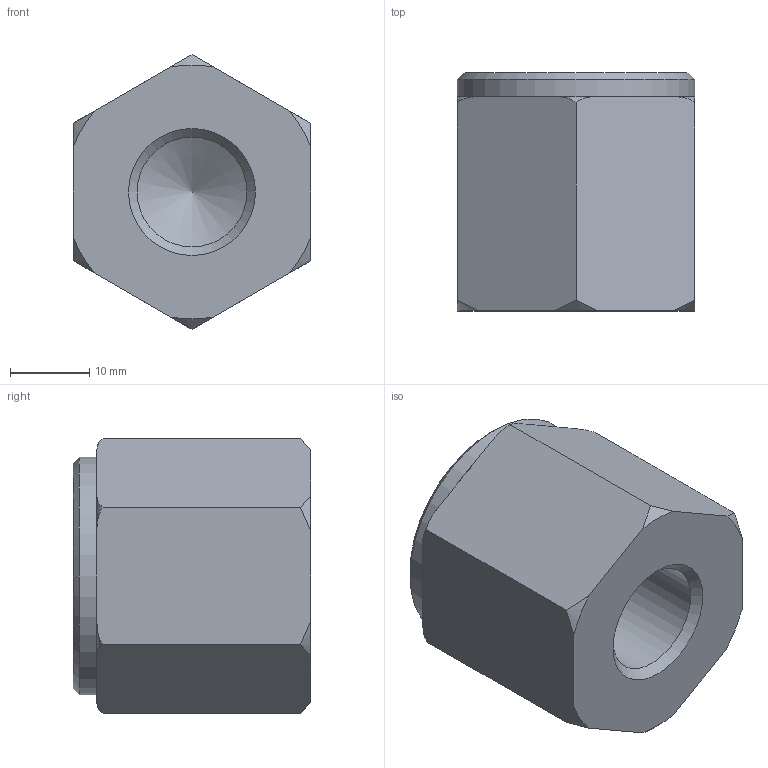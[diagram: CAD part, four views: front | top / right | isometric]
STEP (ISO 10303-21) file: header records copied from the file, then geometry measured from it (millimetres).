
FILE_DESCRIPTION( ( 'STEP AP214' ), '1' );
FILE_NAME( 'K0298.4301.stp', '2020-11-27T13:00:40', ( '' ), ( '' ), ' ', 'PARTsolutions', ' ' );
FILE_SCHEMA( ( 'AUTOMOTIVE_DESIGN { 1 0 10303 214 1 1 1 1 }' ) );
Length unit declared in the file: millimetre
Products named in the file (1): _K0298.4301
Bounding box: 30 x 30 x 34.64 mm (x, y, z)
Volume: 19740.9 mm3; surface area: 5491.7 mm2
Topology: 1 solids, 1 shells, 31 faces, 78 edges, 49 vertices
Faces by surface type: plane 14, cone 9, torus 6, cylinder 2
Full cylindrical faces by diameter (mm): 13.835 x1, 30 x1
Entity records: 1260 total; most frequent: CARTESIAN_POINT 311, ORIENTED_EDGE 142, DIRECTION 134, EDGE_CURVE 71, AXIS2_PLACEMENT_3D 55, VERTEX_POINT 48, EDGE_LOOP 36, FACE_OUTER_BOUND 33
